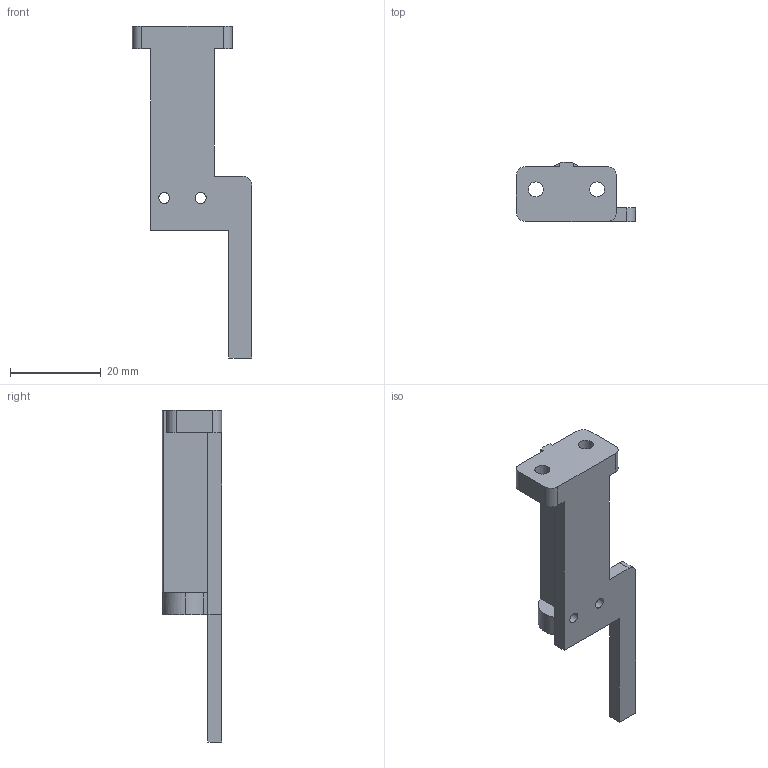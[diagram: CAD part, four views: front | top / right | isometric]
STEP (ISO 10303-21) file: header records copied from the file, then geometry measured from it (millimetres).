
FILE_DESCRIPTION(('HOOPS Exchange Step'),'2;1');
FILE_NAME('temp_export','2024-01-26T15:15:37+00:00',('l1234'),('Shapr3D Limited'),'HOOPS Exchange 2023.2','Shapr3D','Authorized');
FILE_SCHEMA( ('AUTOMOTIVE_DESIGN { 1 0 10303 214 1 1 1 1 }') );
Length unit declared in the file: millimetre
Products named in the file (2): temp_import.SLDPRT; root
Assembly tree (1 placements, depth 2):
  root
    temp_import.SLDPRT
Bounding box: 26.2 x 13 x 73 mm (x, y, z)
Volume: 4932.9 mm3; surface area: 3932.5 mm2
Topology: 1 solids, 1 shells, 50 faces, 138 edges, 92 vertices
Faces by surface type: plane 37, cylinder 11, cone 2
Full cylindrical faces by diameter (mm): 2.4 x2, 3.3 x2
Entity records: 1649 total; most frequent: CARTESIAN_POINT 282, ORIENTED_EDGE 276, DIRECTION 270, EDGE_CURVE 138, VECTOR 110, LINE 110, VERTEX_POINT 92, AXIS2_PLACEMENT_3D 80
